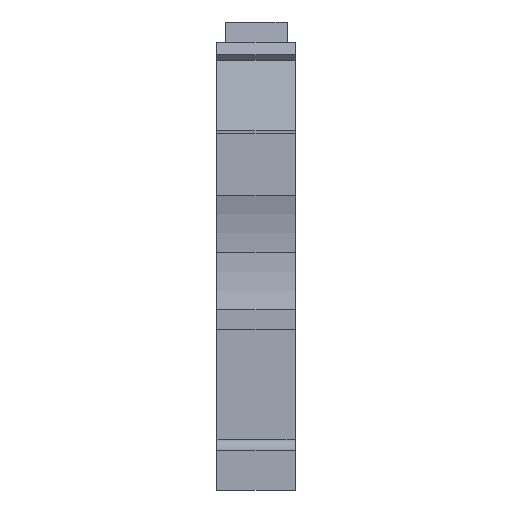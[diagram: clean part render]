
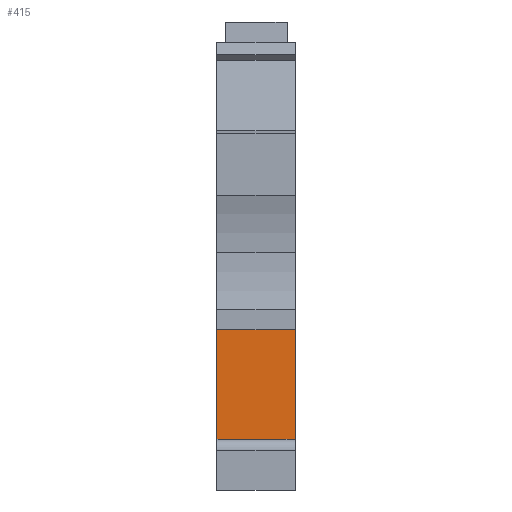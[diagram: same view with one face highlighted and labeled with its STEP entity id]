
A CAD part, front view. The second image highlights one B-rep face of the part: STEP entity #415.
In plain terms, the highlighted planar face has unit normal (0, -1, 0).
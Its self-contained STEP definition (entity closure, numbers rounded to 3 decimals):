
#415=ADVANCED_FACE('',(#861),#862,.T.);
#861=FACE_OUTER_BOUND('',#1335,.T.);
#862=PLANE('',#1336);
#1335=EDGE_LOOP('',(#2585,#2586,#2587,#2588,#2589,#2590));
#1336=AXIS2_PLACEMENT_3D('',#2591,#2592,#2593);
#2585=ORIENTED_EDGE('',*,*,#3116,.F.);
#2586=ORIENTED_EDGE('',*,*,#3390,.F.);
#2587=ORIENTED_EDGE('',*,*,#3409,.T.);
#2588=ORIENTED_EDGE('',*,*,#3358,.F.);
#2589=ORIENTED_EDGE('',*,*,#3293,.T.);
#2590=ORIENTED_EDGE('',*,*,#3099,.F.);
#2591=CARTESIAN_POINT('',(6.15,3.6,4.));
#2592=DIRECTION('',(-0.0,-1.0,0.));
#2593=DIRECTION('',(0.0,0.,1.0));
#3099=EDGE_CURVE('',#3812,#3814,#3815,.T.);
#3116=EDGE_CURVE('',#3838,#3812,#3840,.T.);
#3293=EDGE_CURVE('',#4110,#3814,#4111,.T.);
#3358=EDGE_CURVE('',#4110,#4191,#4192,.T.);
#3390=EDGE_CURVE('',#4227,#3838,#4229,.T.);
#3409=EDGE_CURVE('',#4227,#4191,#4249,.T.);
#3812=VERTEX_POINT('',#5068);
#3814=VERTEX_POINT('',#5071);
#3815=LINE('',#5072,#5073);
#3838=VERTEX_POINT('',#5105);
#3840=LINE('',#5108,#5109);
#4110=VERTEX_POINT('',#5681);
#4111=LINE('',#5682,#5683);
#4191=VERTEX_POINT('',#5910);
#4192=LINE('',#5911,#5912);
#4227=VERTEX_POINT('',#5964);
#4229=LINE('',#5967,#5968);
#4249=LINE('',#5997,#5998);
#5068=CARTESIAN_POINT('',(6.15,3.6,1.5));
#5071=CARTESIAN_POINT('',(1.,3.6,1.5));
#5072=CARTESIAN_POINT('',(3.3,3.6,1.5));
#5073=VECTOR('',#6794,1.0);
#5105=CARTESIAN_POINT('',(6.15,3.6,12.6));
#5108=CARTESIAN_POINT('',(6.15,3.6,9.522));
#5109=VECTOR('',#6811,1.0);
#5681=CARTESIAN_POINT('',(1.,3.6,4.));
#5682=CARTESIAN_POINT('',(1.,3.6,9.522));
#5683=VECTOR('',#6976,1.0);
#5910=CARTESIAN_POINT('',(0.,3.6,4.));
#5911=CARTESIAN_POINT('',(3.3,3.6,4.));
#5912=VECTOR('',#7028,1.0);
#5964=CARTESIAN_POINT('',(0.,3.6,12.6));
#5967=CARTESIAN_POINT('',(3.3,3.6,12.6));
#5968=VECTOR('',#7053,1.0);
#5997=CARTESIAN_POINT('',(0.,3.6,9.522));
#5998=VECTOR('',#7066,1.0);
#6794=DIRECTION('',(-1.0,0.0,0.0));
#6811=DIRECTION('',(0.0,0.0,-1.0));
#6976=DIRECTION('',(0.0,0.0,-1.0));
#7028=DIRECTION('',(-1.0,0.0,0.0));
#7053=DIRECTION('',(1.0,0.0,0.0));
#7066=DIRECTION('',(0.0,0.0,-1.0));
